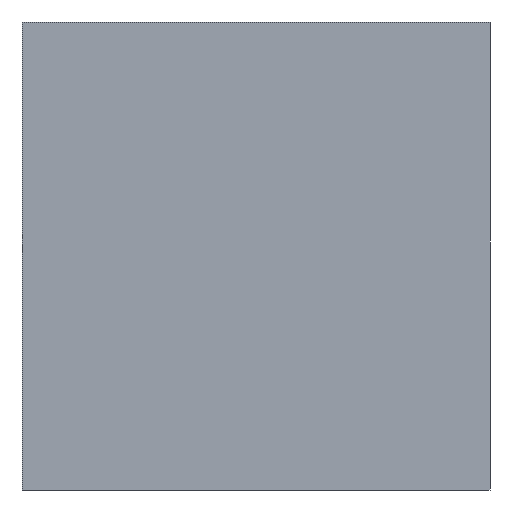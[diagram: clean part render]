
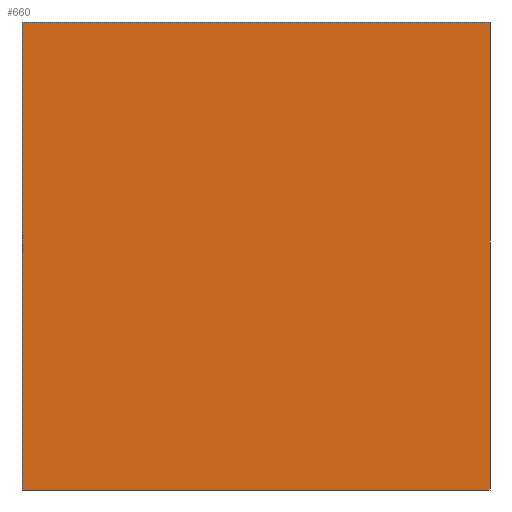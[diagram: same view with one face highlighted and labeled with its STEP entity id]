
A CAD part, left-side view. The second image highlights one B-rep face of the part: STEP entity #660.
In plain terms, the highlighted planar face has unit normal (-1, 0, 0).
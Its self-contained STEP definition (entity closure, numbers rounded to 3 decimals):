
#2 = LINE ( 'NONE', #1174, #1594 ) ;
#61 = LINE ( 'NONE', #1079, #372 ) ;
#91 = CARTESIAN_POINT ( 'NONE',  ( -14., -14., 28. ) ) ;
#157 = EDGE_CURVE ( 'NONE', #1549, #1091, #1631, .T. ) ;
#203 = AXIS2_PLACEMENT_3D ( 'NONE', #91, #902, #214 ) ;
#214 = DIRECTION ( 'NONE',  ( 0., 0., -1. ) ) ;
#282 = VERTEX_POINT ( 'NONE', #1256 ) ;
#372 = VECTOR ( 'NONE', #436, 1000. ) ;
#376 = CARTESIAN_POINT ( 'NONE',  ( -14., -14., 0. ) ) ;
#436 = DIRECTION ( 'NONE',  ( 0., -1., 0. ) ) ;
#442 = VECTOR ( 'NONE', #1502, 1000. ) ;
#451 = VECTOR ( 'NONE', #1242, 1000. ) ;
#551 = ORIENTED_EDGE ( 'NONE', *, *, #157, .F. ) ;
#634 = ORIENTED_EDGE ( 'NONE', *, *, #922, .F. ) ;
#660 = ADVANCED_FACE ( 'NONE', ( #1402 ), #1667, .F. ) ;
#786 = DIRECTION ( 'NONE',  ( 0., 0., -1. ) ) ;
#833 = LINE ( 'NONE', #1470, #451 ) ;
#838 = EDGE_CURVE ( 'NONE', #954, #282, #2, .T. ) ;
#902 = DIRECTION ( 'NONE',  ( 1., 0., 0. ) ) ;
#912 = EDGE_CURVE ( 'NONE', #282, #1091, #833, .T. ) ;
#922 = EDGE_CURVE ( 'NONE', #954, #1549, #61, .T. ) ;
#952 = EDGE_LOOP ( 'NONE', ( #1404, #551, #634, #1504 ) ) ;
#954 = VERTEX_POINT ( 'NONE', #1233 ) ;
#961 = CARTESIAN_POINT ( 'NONE',  ( -14., -14., 28. ) ) ;
#977 = CARTESIAN_POINT ( 'NONE',  ( -14., -14., 28. ) ) ;
#1079 = CARTESIAN_POINT ( 'NONE',  ( -14., -14., 28. ) ) ;
#1091 = VERTEX_POINT ( 'NONE', #376 ) ;
#1174 = CARTESIAN_POINT ( 'NONE',  ( -14., 14., 28. ) ) ;
#1233 = CARTESIAN_POINT ( 'NONE',  ( -14., 14., 28. ) ) ;
#1242 = DIRECTION ( 'NONE',  ( 0., -1., 0. ) ) ;
#1256 = CARTESIAN_POINT ( 'NONE',  ( -14., 14., 0. ) ) ;
#1402 = FACE_OUTER_BOUND ( 'NONE', #952, .T. ) ;
#1404 = ORIENTED_EDGE ( 'NONE', *, *, #912, .T. ) ;
#1470 = CARTESIAN_POINT ( 'NONE',  ( -14., -14., 0. ) ) ;
#1502 = DIRECTION ( 'NONE',  ( 0., 0., -1. ) ) ;
#1504 = ORIENTED_EDGE ( 'NONE', *, *, #838, .T. ) ;
#1549 = VERTEX_POINT ( 'NONE', #961 ) ;
#1594 = VECTOR ( 'NONE', #786, 1000. ) ;
#1631 = LINE ( 'NONE', #977, #442 ) ;
#1667 = PLANE ( 'NONE',  #203 ) ;
